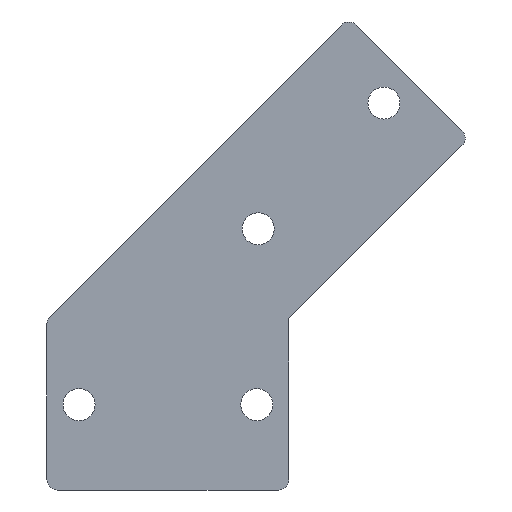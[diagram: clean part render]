
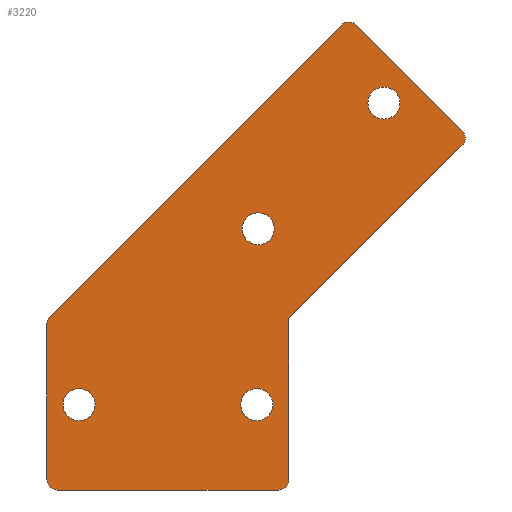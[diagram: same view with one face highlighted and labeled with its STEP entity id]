
A CAD part, front view. The second image highlights one B-rep face of the part: STEP entity #3220.
In plain terms, the highlighted planar face has unit normal (0, -1, 0).
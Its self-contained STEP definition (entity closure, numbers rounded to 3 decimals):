
#1620=CARTESIAN_POINT('',(66.426,-94.,66.426));
#1630=DIRECTION('',(0.,-1.,0.));
#1640=DIRECTION('',(0.,0.,-1.));
#1650=AXIS2_PLACEMENT_3D('',#1620,#1630,#1640);
#1660=PLANE('',#1650);
#1670=CARTESIAN_POINT('',(58.059,-94.,0.));
#1680=DIRECTION('',(0.,0.,-1.));
#1690=VECTOR('',#1680,1.);
#1700=LINE('',#1670,#1690);
#1710=CARTESIAN_POINT('',(58.059,-94.,24.118));
#1720=VERTEX_POINT('',#1710);
#1730=CARTESIAN_POINT('',(58.059,-94.,-21.));
#1740=VERTEX_POINT('',#1730);
#1750=EDGE_CURVE('',#1720,#1740,#1700,.T.);
#1760=ORIENTED_EDGE('',*,*,#1750,.F.);
#1770=CARTESIAN_POINT('',(55.059,-94.,-21.));
#1780=DIRECTION('',(0.,-1.,0.));
#1790=DIRECTION('',(0.,0.,-1.));
#1800=AXIS2_PLACEMENT_3D('',#1770,#1780,#1790);
#1810=CIRCLE('',#1800,3.);
#1820=CARTESIAN_POINT('',(55.059,-94.,-24.));
#1830=VERTEX_POINT('',#1820);
#1840=EDGE_CURVE('',#1830,#1740,#1810,.T.);
#1850=ORIENTED_EDGE('',*,*,#1840,.T.);
#1860=CARTESIAN_POINT('',(0.,-94.,-24.));
#1870=DIRECTION('',(-1.,0.,0.));
#1880=VECTOR('',#1870,1.);
#1890=LINE('',#1860,#1880);
#1900=CARTESIAN_POINT('',(-6.941,-94.,-24.));
#1910=VERTEX_POINT('',#1900);
#1920=EDGE_CURVE('',#1830,#1910,#1890,.T.);
#1930=ORIENTED_EDGE('',*,*,#1920,.F.);
#1940=CARTESIAN_POINT('',(-6.941,-94.,-21.));
#1950=DIRECTION('',(0.,-1.,0.));
#1960=DIRECTION('',(0.,0.,-1.));
#1970=AXIS2_PLACEMENT_3D('',#1940,#1950,#1960);
#1980=CIRCLE('',#1970,3.);
#1990=CARTESIAN_POINT('',(-9.941,-94.,-21.));
#2000=VERTEX_POINT('',#1990);
#2010=EDGE_CURVE('',#2000,#1910,#1980,.T.);
#2020=ORIENTED_EDGE('',*,*,#2010,.T.);
#2030=CARTESIAN_POINT('',(-9.941,-94.,0.));
#2040=DIRECTION('',(0.,0.,1.));
#2050=VECTOR('',#2040,1.);
#2060=LINE('',#2030,#2050);
#2070=CARTESIAN_POINT('',(-9.941,-94.,22.757));
#2080=VERTEX_POINT('',#2070);
#2090=EDGE_CURVE('',#2000,#2080,#2060,.T.);
#2100=ORIENTED_EDGE('',*,*,#2090,.F.);
#2110=CARTESIAN_POINT('',(-6.941,-94.,22.757));
#2120=DIRECTION('',(0.,-1.,0.));
#2130=DIRECTION('',(0.,0.,-1.));
#2140=AXIS2_PLACEMENT_3D('',#2110,#2120,#2130);
#2150=CIRCLE('',#2140,3.);
#2160=CARTESIAN_POINT('',(-9.062,-94.,24.879));
#2170=VERTEX_POINT('',#2160);
#2180=EDGE_CURVE('',#2170,#2080,#2150,.T.);
#2190=ORIENTED_EDGE('',*,*,#2180,.T.);
#2200=CARTESIAN_POINT('',(-33.941,-94.,0.));
#2210=DIRECTION('',(0.707,0.,0.707));
#2220=VECTOR('',#2210,1.);
#2230=LINE('',#2200,#2220);
#2240=CARTESIAN_POINT('',(72.79,-94.,106.731));
#2250=VERTEX_POINT('',#2240);
#2260=EDGE_CURVE('',#2170,#2250,#2230,.T.);
#2270=ORIENTED_EDGE('',*,*,#2260,.F.);
#2280=CARTESIAN_POINT('',(74.912,-94.,104.61));
#2290=DIRECTION('',(0.,-1.,0.));
#2300=DIRECTION('',(0.,0.,-1.));
#2310=AXIS2_PLACEMENT_3D('',#2280,#2290,#2300);
#2320=CIRCLE('',#2310,3.);
#2330=CARTESIAN_POINT('',(77.033,-94.,106.731));
#2340=VERTEX_POINT('',#2330);
#2350=EDGE_CURVE('',#2340,#2250,#2320,.T.);
#2360=ORIENTED_EDGE('',*,*,#2350,.T.);
#2370=CARTESIAN_POINT('',(0.,-94.,183.765));
#2380=DIRECTION('',(0.707,0.,-0.707));
#2390=VECTOR('',#2380,1.);
#2400=LINE('',#2370,#2390);
#2410=CARTESIAN_POINT('',(106.731,-94.,77.033));
#2420=VERTEX_POINT('',#2410);
#2430=EDGE_CURVE('',#2340,#2420,#2400,.T.);
#2440=ORIENTED_EDGE('',*,*,#2430,.F.);
#2450=CARTESIAN_POINT('',(104.61,-94.,74.912));
#2460=DIRECTION('',(0.,-1.,0.));
#2470=DIRECTION('',(0.,0.,-1.));
#2480=AXIS2_PLACEMENT_3D('',#2450,#2460,#2470);
#2490=CIRCLE('',#2480,3.);
#2500=CARTESIAN_POINT('',(106.731,-94.,72.79));
#2510=VERTEX_POINT('',#2500);
#2520=EDGE_CURVE('',#2510,#2420,#2490,.T.);
#2530=ORIENTED_EDGE('',*,*,#2520,.T.);
#2540=CARTESIAN_POINT('',(33.941,-94.,0.));
#2550=DIRECTION('',(-0.707,0.,-0.707));
#2560=VECTOR('',#2550,1.);
#2570=LINE('',#2540,#2560);
#2580=EDGE_CURVE('',#2510,#1720,#2570,.T.);
#2590=ORIENTED_EDGE('',*,*,#2580,.F.);
#2600=EDGE_LOOP('',(#2590,#2530,#2440,#2360,#2270,#2190,#2100,#2020,
#1930,#1850,#1760));
#2610=FACE_OUTER_BOUND('',#2600,.T.);
#2620=CARTESIAN_POINT('',(49.456,-94.,49.456));
#2630=DIRECTION('',(0.,1.,0.));
#2640=DIRECTION('',(0.,0.,1.));
#2650=AXIS2_PLACEMENT_3D('',#2620,#2630,#2640);
#2660=CIRCLE('',#2650,4.5);
#2670=CARTESIAN_POINT('',(49.456,-94.,53.956));
#2680=VERTEX_POINT('',#2670);
#2690=CARTESIAN_POINT('',(49.456,-94.,44.956));
#2700=VERTEX_POINT('',#2690);
#2710=EDGE_CURVE('',#2680,#2700,#2660,.T.);
#2720=ORIENTED_EDGE('',*,*,#2710,.T.);
#2730=EDGE_CURVE('',#2700,#2680,#2660,.T.);
#2740=ORIENTED_EDGE('',*,*,#2730,.T.);
#2750=EDGE_LOOP('',(#2740,#2720));
#2760=FACE_BOUND('',#2750,.T.);
#2770=CARTESIAN_POINT('',(84.811,-94.,84.811));
#2780=DIRECTION('',(0.,1.,0.));
#2790=DIRECTION('',(0.,0.,1.));
#2800=AXIS2_PLACEMENT_3D('',#2770,#2780,#2790);
#2810=CIRCLE('',#2800,4.5);
#2820=CARTESIAN_POINT('',(84.811,-94.,89.311));
#2830=VERTEX_POINT('',#2820);
#2840=CARTESIAN_POINT('',(84.811,-94.,80.311));
#2850=VERTEX_POINT('',#2840);
#2860=EDGE_CURVE('',#2830,#2850,#2810,.T.);
#2870=ORIENTED_EDGE('',*,*,#2860,.T.);
#2880=EDGE_CURVE('',#2850,#2830,#2810,.T.);
#2890=ORIENTED_EDGE('',*,*,#2880,.T.);
#2900=EDGE_LOOP('',(#2890,#2870));
#2910=FACE_BOUND('',#2900,.T.);
#2920=CARTESIAN_POINT('',(-0.941,-94.,0.))
;
#2930=DIRECTION('',(0.,1.,0.));
#2940=DIRECTION('',(0.,0.,1.));
#2950=AXIS2_PLACEMENT_3D('',#2920,#2930,#2940);
#2960=CIRCLE('',#2950,4.5);
#2970=CARTESIAN_POINT('',(-0.941,-94.,4.5));
#2980=VERTEX_POINT('',#2970);
#2990=CARTESIAN_POINT('',(-0.941,-94.,-4.5));
#3000=VERTEX_POINT('',#2990);
#3010=EDGE_CURVE('',#2980,#3000,#2960,.T.);
#3020=ORIENTED_EDGE('',*,*,#3010,.T.);
#3030=EDGE_CURVE('',#3000,#2980,#2960,.T.);
#3040=ORIENTED_EDGE('',*,*,#3030,.T.);
#3050=EDGE_LOOP('',(#3040,#3020));
#3060=FACE_BOUND('',#3050,.T.);
#3070=CARTESIAN_POINT('',(49.059,-94.,0.));
#3080=DIRECTION('',(0.,1.,0.));
#3090=DIRECTION('',(0.,0.,1.));
#3100=AXIS2_PLACEMENT_3D('',#3070,#3080,#3090);
#3110=CIRCLE('',#3100,4.5);
#3120=CARTESIAN_POINT('',(49.059,-94.,4.5));
#3130=VERTEX_POINT('',#3120);
#3140=CARTESIAN_POINT('',(49.059,-94.,-4.5));
#3150=VERTEX_POINT('',#3140);
#3160=EDGE_CURVE('',#3130,#3150,#3110,.T.);
#3170=ORIENTED_EDGE('',*,*,#3160,.T.);
#3180=EDGE_CURVE('',#3150,#3130,#3110,.T.);
#3190=ORIENTED_EDGE('',*,*,#3180,.T.);
#3200=EDGE_LOOP('',(#3190,#3170));
#3210=FACE_BOUND('',#3200,.T.);
#3220=ADVANCED_FACE('',(#2610,#2760,#2910,#3060,#3210),#1660,.T.);
